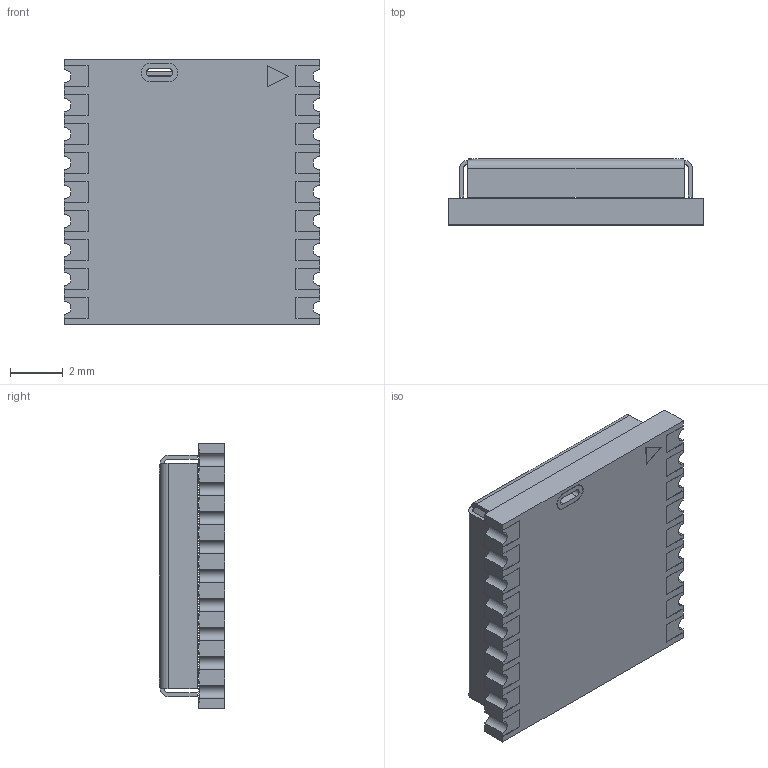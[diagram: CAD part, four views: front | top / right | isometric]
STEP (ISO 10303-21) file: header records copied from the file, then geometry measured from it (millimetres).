
FILE_DESCRIPTION(/* description */ ('STEP AP214','CAx-IF Rec.Pracs.---Representation and Presentation of Product Manufacturing Information (PMI)---3.8---2014-02-18'),/* implementation_level */ '2;1');
FILE_NAME(/* name */ '_L76-M33.stp',/* time_stamp */ '2022-01-29T14:13:45+06:00',/* author */ ('Nurekengoi'),/* organization */ (''),/* preprocessor_version */ 'ST-DEVELOPER v16.5',/* originating_system */ 'Autodesk Inventor 2017',/* authorisation */ '');
FILE_SCHEMA (('AP242_MANAGED_MODEL_BASED_3D_ENGINEERING_MIM_LF { 1 0 10303 442 1 1 4 }'));
Products named in the file (1): L76-M33
Bounding box: 9.7 x 2.5 x 10.1 mm (x, y, z)
Volume: 116.6 mm3; surface area: 631.2 mm2
Topology: 3 solids, 3 shells, 2429 faces, 5746 edges, 3412 vertices
Faces by surface type: plane 2345, cylinder 57, bspline 27
Full cylindrical faces by diameter (mm): 0.334 x1, 0.38 x1, 1 x1
Entity records: 70224 total; most frequent: CARTESIAN_POINT 12758, ORIENTED_EDGE 11486, DIRECTION 10613, EDGE_CURVE 5743, LINE 5575, VECTOR 5575, VERTEX_POINT 3412, EDGE_LOOP 2525
